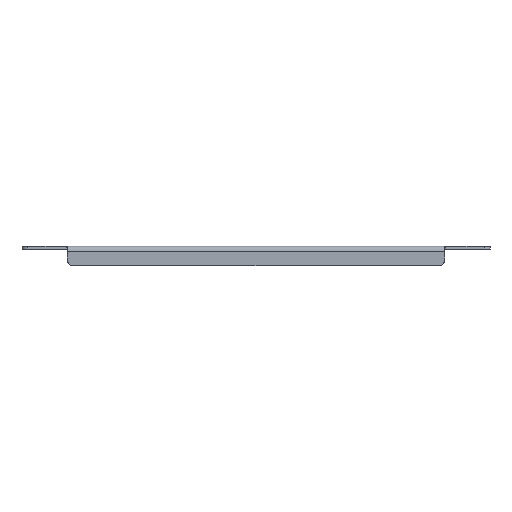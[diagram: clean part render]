
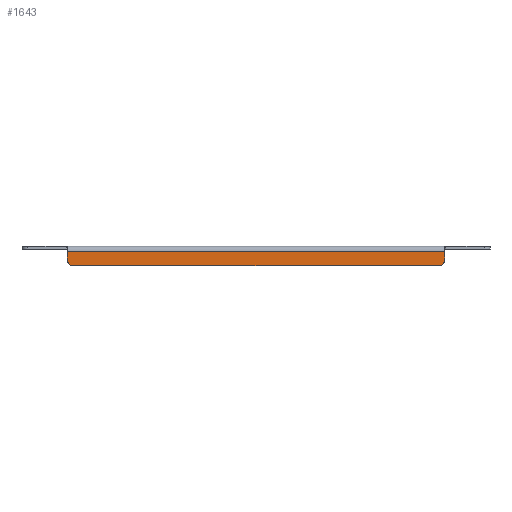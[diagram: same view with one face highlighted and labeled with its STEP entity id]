
A CAD part, left-side view. The second image highlights one B-rep face of the part: STEP entity #1643.
In plain terms, the highlighted planar face has unit normal (-1, 0, 0).
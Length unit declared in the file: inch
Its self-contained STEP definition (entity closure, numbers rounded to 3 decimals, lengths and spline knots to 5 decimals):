
#90 = ORIENTED_EDGE ( 'NONE', *, *, #569, .T. ) ;
#100 = VERTEX_POINT ( 'NONE', #1315 ) ;
#105 = CIRCLE ( 'NONE', #1212, 0.25 ) ;
#110 = EDGE_CURVE ( 'NONE', #363, #1539, #1808, .T. ) ;
#171 = PLANE ( 'NONE',  #1880 ) ;
#235 = EDGE_CURVE ( 'NONE', #845, #825, #105, .T. ) ;
#240 = CARTESIAN_POINT ( 'NONE',  ( -4.46875, 10.34375, -0.875 ) ) ;
#242 = LINE ( 'NONE', #866, #1747 ) ;
#253 = DIRECTION ( 'NONE',  ( -1., 0., 0. ) ) ;
#363 = VERTEX_POINT ( 'NONE', #1485 ) ;
#400 = DIRECTION ( 'NONE',  ( 0., -1., 0. ) ) ;
#440 = ORIENTED_EDGE ( 'NONE', *, *, #235, .T. ) ;
#481 = CARTESIAN_POINT ( 'NONE',  ( -4.46875, 8.46875, 0. ) ) ;
#483 = DIRECTION ( 'NONE',  ( 0., 0., 1. ) ) ;
#537 = EDGE_CURVE ( 'NONE', #1474, #845, #1081, .T. ) ;
#569 = EDGE_CURVE ( 'NONE', #825, #363, #1734, .T. ) ;
#590 = ORIENTED_EDGE ( 'NONE', *, *, #110, .T. ) ;
#598 = DIRECTION ( 'NONE',  ( -1., 0., 0. ) ) ;
#611 = VECTOR ( 'NONE', #1269, 39.37008 ) ;
#678 = ORIENTED_EDGE ( 'NONE', *, *, #1246, .F. ) ;
#749 = CARTESIAN_POINT ( 'NONE',  ( -4.46875, 8.46875, -0.237 ) ) ;
#824 = VECTOR ( 'NONE', #1255, 39.37008 ) ;
#825 = VERTEX_POINT ( 'NONE', #911 ) ;
#845 = VERTEX_POINT ( 'NONE', #1374 ) ;
#851 = ORIENTED_EDGE ( 'NONE', *, *, #880, .T. ) ;
#866 = CARTESIAN_POINT ( 'NONE',  ( -4.46875, -8.46875, -0.237 ) ) ;
#880 = EDGE_CURVE ( 'NONE', #1539, #100, #1669, .T. ) ;
#911 = CARTESIAN_POINT ( 'NONE',  ( -4.46875, 8.21875, -0.875 ) ) ;
#943 = DIRECTION ( 'NONE',  ( 0., 0., 1. ) ) ;
#956 = VECTOR ( 'NONE', #943, 39.37008 ) ;
#1033 = CARTESIAN_POINT ( 'NONE',  ( -4.46875, 8.21875, -0.625 ) ) ;
#1065 = CARTESIAN_POINT ( 'NONE',  ( -4.46875, -8.46875, -0.625 ) ) ;
#1081 = LINE ( 'NONE', #481, #824 ) ;
#1138 = CARTESIAN_POINT ( 'NONE',  ( -4.46875, -8.21875, -0.625 ) ) ;
#1212 = AXIS2_PLACEMENT_3D ( 'NONE', #1033, #598, #1513 ) ;
#1246 = EDGE_CURVE ( 'NONE', #1474, #100, #242, .T. ) ;
#1250 = FACE_OUTER_BOUND ( 'NONE', #1551, .T. ) ;
#1255 = DIRECTION ( 'NONE',  ( 0., 0., -1. ) ) ;
#1269 = DIRECTION ( 'NONE',  ( 0., -1., 0. ) ) ;
#1278 = ORIENTED_EDGE ( 'NONE', *, *, #537, .T. ) ;
#1292 = DIRECTION ( 'NONE',  ( 0., 0., 1. ) ) ;
#1315 = CARTESIAN_POINT ( 'NONE',  ( -4.46875, -8.46875, -0.237 ) ) ;
#1374 = CARTESIAN_POINT ( 'NONE',  ( -4.46875, 8.46875, -0.625 ) ) ;
#1393 = CARTESIAN_POINT ( 'NONE',  ( -4.46875, -8.46875, 0. ) ) ;
#1474 = VERTEX_POINT ( 'NONE', #749 ) ;
#1485 = CARTESIAN_POINT ( 'NONE',  ( -4.46875, -8.21875, -0.875 ) ) ;
#1495 = AXIS2_PLACEMENT_3D ( 'NONE', #1138, #253, #1292 ) ;
#1513 = DIRECTION ( 'NONE',  ( 0., 0., 1. ) ) ;
#1539 = VERTEX_POINT ( 'NONE', #1065 ) ;
#1551 = EDGE_LOOP ( 'NONE', ( #1278, #440, #90, #590, #851, #678 ) ) ;
#1643 = ADVANCED_FACE ( 'NONE', ( #1250 ), #171, .T. ) ;
#1669 = LINE ( 'NONE', #1393, #956 ) ;
#1734 = LINE ( 'NONE', #240, #611 ) ;
#1747 = VECTOR ( 'NONE', #400, 39.37008 ) ;
#1808 = CIRCLE ( 'NONE', #1495, 0.25 ) ;
#1833 = DIRECTION ( 'NONE',  ( -1., 0., 0. ) ) ;
#1855 = CARTESIAN_POINT ( 'NONE',  ( -4.46875, 10.34375, 0. ) ) ;
#1880 = AXIS2_PLACEMENT_3D ( 'NONE', #1855, #1833, #483 ) ;
